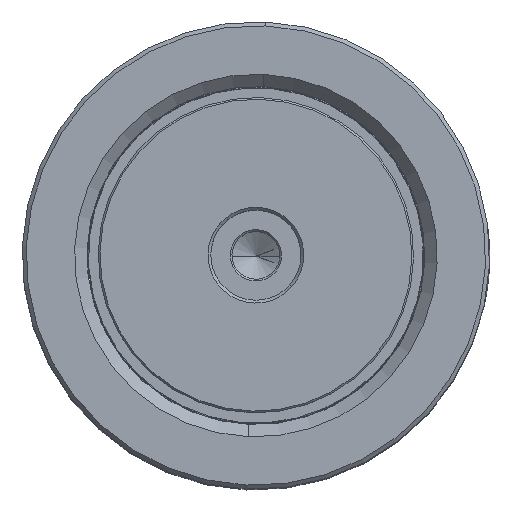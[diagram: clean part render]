
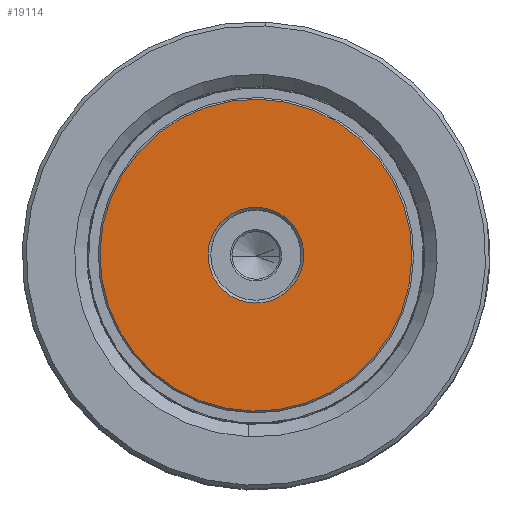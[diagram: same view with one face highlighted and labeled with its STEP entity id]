
A CAD part, top view. The second image highlights one B-rep face of the part: STEP entity #19114.
In plain terms, the highlighted face is planar.
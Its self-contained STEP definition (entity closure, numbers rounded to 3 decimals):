
#1713 = EDGE_LOOP ( 'NONE', ( #15024, #22496 ) ) ;
#2769 = EDGE_CURVE ( 'NONE', #12818, #13640, #31083, .T. ) ;
#3178 = DIRECTION ( 'NONE',  ( 1., 0., 0. ) ) ;
#3964 = EDGE_CURVE ( 'NONE', #13640, #12818, #38095, .T. ) ;
#4803 = DIRECTION ( 'NONE',  ( 1., 0., 0. ) ) ;
#5781 = CARTESIAN_POINT ( 'NONE',  ( -8.5, 0., 0. ) ) ;
#8404 = CARTESIAN_POINT ( 'NONE',  ( 8.5, 0., 0. ) ) ;
#9291 = EDGE_CURVE ( 'NONE', #36196, #35000, #19069, .T. ) ;
#11731 = CARTESIAN_POINT ( 'NONE',  ( 0., 0., 0. ) ) ;
#12818 = VERTEX_POINT ( 'NONE', #23368 ) ;
#13640 = VERTEX_POINT ( 'NONE', #36642 ) ;
#14016 = AXIS2_PLACEMENT_3D ( 'NONE', #37139, #37990, #3178 ) ;
#15024 = ORIENTED_EDGE ( 'NONE', *, *, #38615, .T. ) ;
#15515 = DIRECTION ( 'NONE',  ( 0., 0., 1. ) ) ;
#16143 = DIRECTION ( 'NONE',  ( 0., 0., 1. ) ) ;
#16675 = ORIENTED_EDGE ( 'NONE', *, *, #3964, .T. ) ;
#16702 = ORIENTED_EDGE ( 'NONE', *, *, #2769, .T. ) ;
#18052 = FACE_BOUND ( 'NONE', #1713, .T. ) ;
#19069 = CIRCLE ( 'NONE', #14016, 8.5 ) ;
#19114 = ADVANCED_FACE ( 'NONE', ( #41397, #18052 ), #28860, .F. ) ;
#21596 = AXIS2_PLACEMENT_3D ( 'NONE', #36924, #16143, #26771 ) ;
#21708 = CARTESIAN_POINT ( 'NONE',  ( 0., 0., 0. ) ) ;
#22496 = ORIENTED_EDGE ( 'NONE', *, *, #9291, .T. ) ;
#22880 = EDGE_LOOP ( 'NONE', ( #16675, #16702 ) ) ;
#23368 = CARTESIAN_POINT ( 'NONE',  ( -27.7, 0., 0. ) ) ;
#25815 = DIRECTION ( 'NONE',  ( 0., 0., -1. ) ) ;
#26771 = DIRECTION ( 'NONE',  ( 1., 0., 0. ) ) ;
#28860 = PLANE ( 'NONE',  #44726 ) ;
#29666 = AXIS2_PLACEMENT_3D ( 'NONE', #42573, #36149, #35849 ) ;
#31083 = CIRCLE ( 'NONE', #29666, 27.7 ) ;
#32817 = CIRCLE ( 'NONE', #21596, 8.5 ) ;
#35000 = VERTEX_POINT ( 'NONE', #5781 ) ;
#35849 = DIRECTION ( 'NONE',  ( 1., 0., 0. ) ) ;
#36035 = AXIS2_PLACEMENT_3D ( 'NONE', #21708, #25815, #4803 ) ;
#36149 = DIRECTION ( 'NONE',  ( 0., 0., -1. ) ) ;
#36196 = VERTEX_POINT ( 'NONE', #8404 ) ;
#36642 = CARTESIAN_POINT ( 'NONE',  ( 27.7, 0., 0. ) ) ;
#36924 = CARTESIAN_POINT ( 'NONE',  ( 0., 0., 0. ) ) ;
#37139 = CARTESIAN_POINT ( 'NONE',  ( 0., 0., 0. ) ) ;
#37990 = DIRECTION ( 'NONE',  ( 0., 0., 1. ) ) ;
#38095 = CIRCLE ( 'NONE', #36035, 27.7 ) ;
#38615 = EDGE_CURVE ( 'NONE', #35000, #36196, #32817, .T. ) ;
#39796 = DIRECTION ( 'NONE',  ( 1., 0., 0. ) ) ;
#41397 = FACE_OUTER_BOUND ( 'NONE', #22880, .T. ) ;
#42573 = CARTESIAN_POINT ( 'NONE',  ( 0., 0., 0. ) ) ;
#44726 = AXIS2_PLACEMENT_3D ( 'NONE', #11731, #15515, #39796 ) ;
